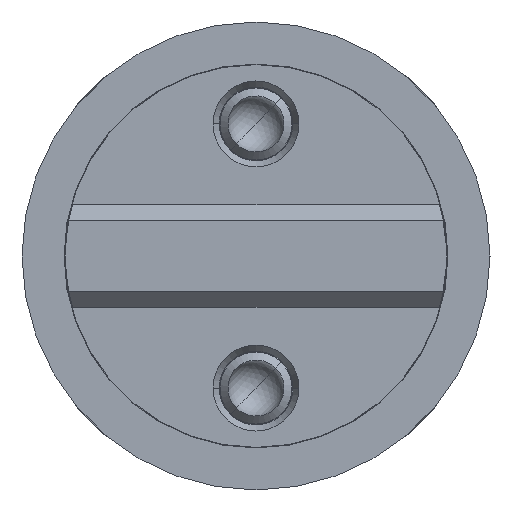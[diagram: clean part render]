
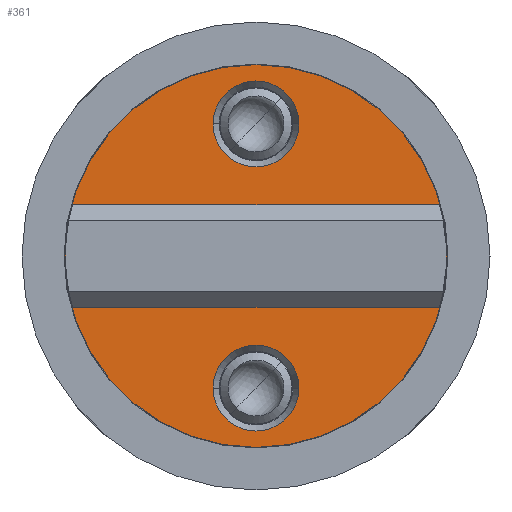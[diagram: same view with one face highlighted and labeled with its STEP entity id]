
A CAD part, left-side view. The second image highlights one B-rep face of the part: STEP entity #361.
In plain terms, the highlighted planar face has unit normal (-1, 0, 0).
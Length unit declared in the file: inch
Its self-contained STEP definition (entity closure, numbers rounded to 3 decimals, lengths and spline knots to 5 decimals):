
#147 = VERTEX_POINT ( 'NONE', #5398 ) ;
#179 = CARTESIAN_POINT ( 'NONE',  ( -1.4375, 0., 0.344 ) ) ;
#299 = VERTEX_POINT ( 'NONE', #2869 ) ;
#361 = ADVANCED_FACE ( 'NONE', ( #7918, #446, #10681, #385 ), #3262, .F. ) ;
#364 = VERTEX_POINT ( 'NONE', #5803 ) ;
#385 = FACE_BOUND ( 'NONE', #6554, .T. ) ;
#386 = CARTESIAN_POINT ( 'NONE',  ( -1.4375, 0., 0. ) ) ;
#446 = FACE_BOUND ( 'NONE', #4448, .T. ) ;
#540 = CARTESIAN_POINT ( 'NONE',  ( -1.4375, 0., 0. ) ) ;
#573 = CARTESIAN_POINT ( 'NONE',  ( -1.4375, 0., 0.344 ) ) ;
#611 = ORIENTED_EDGE ( 'NONE', *, *, #1718, .F. ) ;
#679 = ORIENTED_EDGE ( 'NONE', *, *, #9414, .F. ) ;
#818 = AXIS2_PLACEMENT_3D ( 'NONE', #8760, #4117, #6811 ) ;
#905 = DIRECTION ( 'NONE',  ( 0., 1., 0. ) ) ;
#955 = VECTOR ( 'NONE', #905, 39.37008 ) ;
#1169 = CARTESIAN_POINT ( 'NONE',  ( -1.4375, 0., 0.13375 ) ) ;
#1266 = AXIS2_PLACEMENT_3D ( 'NONE', #1868, #4493, #11899 ) ;
#1290 = DIRECTION ( 'NONE',  ( 1., 0., 0. ) ) ;
#1534 = EDGE_CURVE ( 'NONE', #6612, #3610, #2396, .T. ) ;
#1568 = CIRCLE ( 'NONE', #6239, 0.496 ) ;
#1718 = EDGE_CURVE ( 'NONE', #3610, #6612, #8632, .T. ) ;
#1868 = CARTESIAN_POINT ( 'NONE',  ( -1.4375, 0., 0. ) ) ;
#2211 = DIRECTION ( 'NONE',  ( -1., 0., 0. ) ) ;
#2385 = ORIENTED_EDGE ( 'NONE', *, *, #10888, .F. ) ;
#2396 = CIRCLE ( 'NONE', #2991, 0.4985 ) ;
#2611 = AXIS2_PLACEMENT_3D ( 'NONE', #386, #1290, #3885 ) ;
#2612 = CIRCLE ( 'NONE', #8444, 0.496 ) ;
#2654 = CARTESIAN_POINT ( 'NONE',  ( -1.4375, 0.47763, -0.13375 ) ) ;
#2688 = ORIENTED_EDGE ( 'NONE', *, *, #8283, .F. ) ;
#2716 = EDGE_LOOP ( 'NONE', ( #8308, #611 ) ) ;
#2869 = CARTESIAN_POINT ( 'NONE',  ( -1.4375, -0.47763, 0.13375 ) ) ;
#2889 = CARTESIAN_POINT ( 'NONE',  ( -1.4375, 0., -0.344 ) ) ;
#2938 = LINE ( 'NONE', #1169, #10147 ) ;
#2991 = AXIS2_PLACEMENT_3D ( 'NONE', #540, #9829, #11424 ) ;
#3226 = AXIS2_PLACEMENT_3D ( 'NONE', #11727, #3416, #4379 ) ;
#3262 = PLANE ( 'NONE',  #818 ) ;
#3416 = DIRECTION ( 'NONE',  ( -1., 0., 0. ) ) ;
#3610 = VERTEX_POINT ( 'NONE', #10460 ) ;
#3635 = ORIENTED_EDGE ( 'NONE', *, *, #3798, .F. ) ;
#3798 = EDGE_CURVE ( 'NONE', #7992, #299, #7875, .T. ) ;
#3885 = DIRECTION ( 'NONE',  ( 0., 1., 0. ) ) ;
#3894 = CARTESIAN_POINT ( 'NONE',  ( -1.4375, 0., 0. ) ) ;
#4117 = DIRECTION ( 'NONE',  ( 1., 0., 0. ) ) ;
#4379 = DIRECTION ( 'NONE',  ( 0., -1., 0. ) ) ;
#4438 = AXIS2_PLACEMENT_3D ( 'NONE', #179, #9373, #8394 ) ;
#4448 = EDGE_LOOP ( 'NONE', ( #7003, #2385 ) ) ;
#4493 = DIRECTION ( 'NONE',  ( -1., 0., 0. ) ) ;
#4759 = EDGE_CURVE ( 'NONE', #147, #299, #2938, .T. ) ;
#4812 = DIRECTION ( 'NONE',  ( -1., 0., 0. ) ) ;
#4955 = CIRCLE ( 'NONE', #3226, 0.112 ) ;
#4986 = LINE ( 'NONE', #8693, #955 ) ;
#5112 = CIRCLE ( 'NONE', #11904, 0.112 ) ;
#5174 = CIRCLE ( 'NONE', #11385, 0.112 ) ;
#5398 = CARTESIAN_POINT ( 'NONE',  ( -1.4375, 0.47763, 0.13375 ) ) ;
#5691 = DIRECTION ( 'NONE',  ( 0., -1., 0. ) ) ;
#5803 = CARTESIAN_POINT ( 'NONE',  ( -1.4375, 0.496, 0. ) ) ;
#5946 = DIRECTION ( 'NONE',  ( 0., -1., 0. ) ) ;
#6047 = VERTEX_POINT ( 'NONE', #2654 ) ;
#6068 = EDGE_CURVE ( 'NONE', #6663, #6584, #4955, .T. ) ;
#6239 = AXIS2_PLACEMENT_3D ( 'NONE', #8507, #4812, #7711 ) ;
#6310 = VERTEX_POINT ( 'NONE', #9989 ) ;
#6554 = EDGE_LOOP ( 'NONE', ( #6698, #3635, #11855, #679, #10796 ) ) ;
#6584 = VERTEX_POINT ( 'NONE', #7008 ) ;
#6612 = VERTEX_POINT ( 'NONE', #8791 ) ;
#6663 = VERTEX_POINT ( 'NONE', #10259 ) ;
#6698 = ORIENTED_EDGE ( 'NONE', *, *, #4759, .T. ) ;
#6811 = DIRECTION ( 'NONE',  ( 0., 1., 0. ) ) ;
#7003 = ORIENTED_EDGE ( 'NONE', *, *, #6068, .F. ) ;
#7008 = CARTESIAN_POINT ( 'NONE',  ( -1.4375, 0.112, -0.344 ) ) ;
#7454 = EDGE_CURVE ( 'NONE', #6310, #11239, #5174, .T. ) ;
#7711 = DIRECTION ( 'NONE',  ( 0., -1., 0. ) ) ;
#7804 = EDGE_LOOP ( 'NONE', ( #2688, #11404 ) ) ;
#7875 = CIRCLE ( 'NONE', #1266, 0.496 ) ;
#7918 = FACE_BOUND ( 'NONE', #7804, .T. ) ;
#7992 = VERTEX_POINT ( 'NONE', #11783 ) ;
#8283 = EDGE_CURVE ( 'NONE', #11239, #6310, #9672, .T. ) ;
#8308 = ORIENTED_EDGE ( 'NONE', *, *, #1534, .F. ) ;
#8394 = DIRECTION ( 'NONE',  ( 0., -1., 0. ) ) ;
#8444 = AXIS2_PLACEMENT_3D ( 'NONE', #3894, #11629, #9381 ) ;
#8507 = CARTESIAN_POINT ( 'NONE',  ( -1.4375, 0., 0. ) ) ;
#8632 = CIRCLE ( 'NONE', #2611, 0.4985 ) ;
#8693 = CARTESIAN_POINT ( 'NONE',  ( -1.4375, 0.48706, -0.13375 ) ) ;
#8760 = CARTESIAN_POINT ( 'NONE',  ( -1.4375, 0., 0. ) ) ;
#8791 = CARTESIAN_POINT ( 'NONE',  ( -1.4375, 0.4985, 0. ) ) ;
#8940 = EDGE_CURVE ( 'NONE', #147, #364, #2612, .T. ) ;
#9132 = CARTESIAN_POINT ( 'NONE',  ( -1.4375, -0.112, 0.344 ) ) ;
#9373 = DIRECTION ( 'NONE',  ( -1., 0., 0. ) ) ;
#9381 = DIRECTION ( 'NONE',  ( 0., -1., 0. ) ) ;
#9414 = EDGE_CURVE ( 'NONE', #364, #6047, #1568, .T. ) ;
#9471 = EDGE_CURVE ( 'NONE', #7992, #6047, #4986, .T. ) ;
#9672 = CIRCLE ( 'NONE', #4438, 0.112 ) ;
#9829 = DIRECTION ( 'NONE',  ( 1., 0., 0. ) ) ;
#9989 = CARTESIAN_POINT ( 'NONE',  ( -1.4375, 0.112, 0.344 ) ) ;
#10147 = VECTOR ( 'NONE', #10492, 39.37008 ) ;
#10259 = CARTESIAN_POINT ( 'NONE',  ( -1.4375, -0.112, -0.344 ) ) ;
#10460 = CARTESIAN_POINT ( 'NONE',  ( -1.4375, -0.4985, 0. ) ) ;
#10492 = DIRECTION ( 'NONE',  ( 0., -1., 0. ) ) ;
#10681 = FACE_OUTER_BOUND ( 'NONE', #2716, .T. ) ;
#10796 = ORIENTED_EDGE ( 'NONE', *, *, #8940, .F. ) ;
#10888 = EDGE_CURVE ( 'NONE', #6584, #6663, #5112, .T. ) ;
#11239 = VERTEX_POINT ( 'NONE', #9132 ) ;
#11385 = AXIS2_PLACEMENT_3D ( 'NONE', #573, #2211, #5946 ) ;
#11404 = ORIENTED_EDGE ( 'NONE', *, *, #7454, .F. ) ;
#11424 = DIRECTION ( 'NONE',  ( 0., 1., 0. ) ) ;
#11472 = DIRECTION ( 'NONE',  ( -1., 0., 0. ) ) ;
#11629 = DIRECTION ( 'NONE',  ( -1., 0., 0. ) ) ;
#11727 = CARTESIAN_POINT ( 'NONE',  ( -1.4375, 0., -0.344 ) ) ;
#11783 = CARTESIAN_POINT ( 'NONE',  ( -1.4375, -0.47763, -0.13375 ) ) ;
#11855 = ORIENTED_EDGE ( 'NONE', *, *, #9471, .T. ) ;
#11899 = DIRECTION ( 'NONE',  ( 0., -1., 0. ) ) ;
#11904 = AXIS2_PLACEMENT_3D ( 'NONE', #2889, #11472, #5691 ) ;
